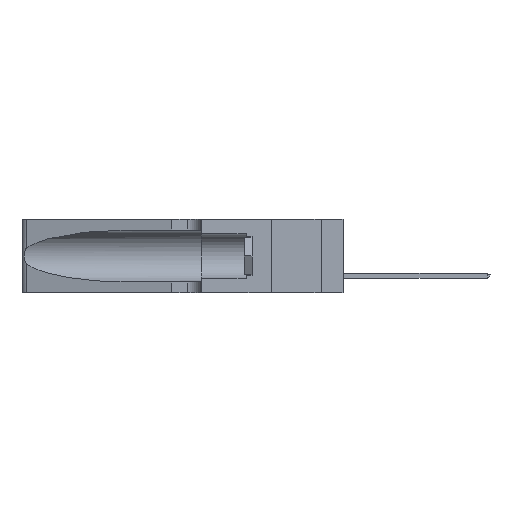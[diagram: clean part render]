
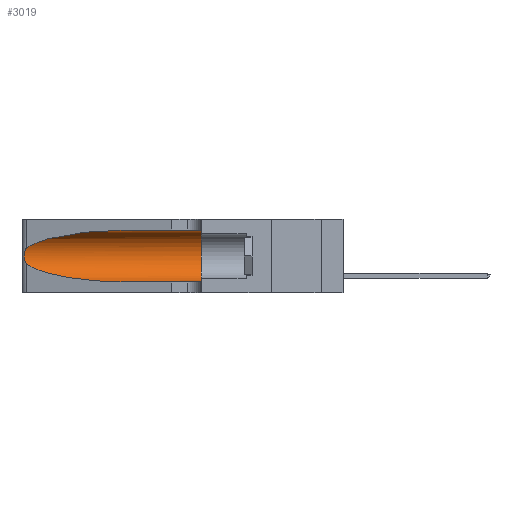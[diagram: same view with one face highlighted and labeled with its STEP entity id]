
A CAD part, left-side view. The second image highlights one B-rep face of the part: STEP entity #3019.
In plain terms, the highlighted cylindrical face has radius 3.308 mm (diameter 6.617 mm), a partial arc.
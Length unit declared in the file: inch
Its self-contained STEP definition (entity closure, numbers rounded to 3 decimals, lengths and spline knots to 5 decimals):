
#348 = CYLINDRICAL_SURFACE ( 'NONE', #17807, 0.13025 ) ;
#828 = CARTESIAN_POINT ( 'NONE',  ( 0.1305, 1.61858, 0.05475 ) ) ;
#949 = EDGE_CURVE ( 'NONE', #30057, #25675, #1889, .T. ) ;
#1451 = CARTESIAN_POINT ( 'NONE',  ( 0.25555, 1.22994, 0.2215 ) ) ;
#1889 =( BOUNDED_CURVE ( )  B_SPLINE_CURVE ( 3, ( #20777, #6091, #6339, #21149 ),
 .UNSPECIFIED., .F., .F. ) 
 B_SPLINE_CURVE_WITH_KNOTS ( ( 4, 4 ),
 ( 3.44316, 4.71239 ),
 .UNSPECIFIED. ) 
 CURVE ( )  GEOMETRIC_REPRESENTATION_ITEM ( )  RATIONAL_B_SPLINE_CURVE ( ( 1., 0.87, 0.87, 1. ) ) 
 REPRESENTATION_ITEM ( '' )  );
#1977 = CARTESIAN_POINT ( 'NONE',  ( 0.25555, 1.22993, 0.14849 ) ) ;
#2274 = FACE_OUTER_BOUND ( 'NONE', #29857, .T. ) ;
#2384 = CARTESIAN_POINT ( 'NONE',  ( 0.26018, 1.23835, 0.19895 ) ) ;
#2549 = CIRCLE ( 'NONE', #29147, 0.13025 ) ;
#3011 = ORIENTED_EDGE ( 'NONE', *, *, #8002, .T. ) ;
#3019 = ADVANCED_FACE ( 'NONE', ( #2274 ), #348, .F. ) ;
#3328 = CARTESIAN_POINT ( 'NONE',  ( 0.1305, 0.35, 0.185 ) ) ;
#4014 = CARTESIAN_POINT ( 'NONE',  ( 0.1305, 0.35, 0.31525 ) ) ;
#4432 = CARTESIAN_POINT ( 'NONE',  ( 0.25639, 1.23184, 0.21858 ) ) ;
#4916 = CARTESIAN_POINT ( 'NONE',  ( 0.1305, 0.72297, 0.31525 ) ) ;
#4931 = CARTESIAN_POINT ( 'NONE',  ( 0.18966, 0.96281, 0.31525 ) ) ;
#5103 = CARTESIAN_POINT ( 'NONE',  ( 0.26075, 1.23896, 0.19203 ) ) ;
#5135 = DIRECTION ( 'NONE',  ( 0., 0., -1. ) ) ;
#5157 = VERTEX_POINT ( 'NONE', #10138 ) ;
#5215 = ORIENTED_EDGE ( 'NONE', *, *, #949, .T. ) ;
#5370 = CARTESIAN_POINT ( 'NONE',  ( 0.25789, 1.23486, 0.15765 ) ) ;
#6091 = CARTESIAN_POINT ( 'NONE',  ( 0.2373, 1.15595, 0.08982 ) ) ;
#6339 = CARTESIAN_POINT ( 'NONE',  ( 0.18966, 0.96281, 0.05475 ) ) ;
#6704 = DIRECTION ( 'NONE',  ( 0., -1., 0. ) ) ;
#6929 = VERTEX_POINT ( 'NONE', #28105 ) ;
#7715 = EDGE_CURVE ( 'NONE', #24514, #5157, #21758, .T. ) ;
#7856 = CARTESIAN_POINT ( 'NONE',  ( 0.1305, 1.61858, 0.185 ) ) ;
#8002 = EDGE_CURVE ( 'NONE', #5157, #30057, #24148, .T. ) ;
#8074 = CARTESIAN_POINT ( 'NONE',  ( 0.26017, 1.23833, 0.17102 ) ) ;
#10138 = CARTESIAN_POINT ( 'NONE',  ( 0.25487, 1.22718, 0.22369 ) ) ;
#10343 = CARTESIAN_POINT ( 'NONE',  ( 0.25854, 1.2359, 0.20912 ) ) ;
#10875 = CARTESIAN_POINT ( 'NONE',  ( 0.25639, 1.23186, 0.15144 ) ) ;
#12370 = LINE ( 'NONE', #24388, #29957 ) ;
#12413 = ORIENTED_EDGE ( 'NONE', *, *, #23810, .F. ) ;
#15157 = DIRECTION ( 'NONE',  ( 0., -1., 0. ) ) ;
#15645 = ORIENTED_EDGE ( 'NONE', *, *, #29096, .T. ) ;
#16539 = CARTESIAN_POINT ( 'NONE',  ( 0.25856, 1.23593, 0.16098 ) ) ;
#16940 = CARTESIAN_POINT ( 'NONE',  ( 0.25487, 1.22718, 0.14631 ) ) ;
#17021 = CARTESIAN_POINT ( 'NONE',  ( 0.1305, 0.72297, 0.31525 ) ) ;
#17313 = CARTESIAN_POINT ( 'NONE',  ( 0.1305, 0.72297, 0.05475 ) ) ;
#17807 = AXIS2_PLACEMENT_3D ( 'NONE', #7856, #31954, #5135 ) ;
#18104 = VECTOR ( 'NONE', #15157, 39.37008 ) ;
#20267 = CARTESIAN_POINT ( 'NONE',  ( 0.2373, 1.15595, 0.28018 ) ) ;
#20777 = CARTESIAN_POINT ( 'NONE',  ( 0.25487, 1.22718, 0.14631 ) ) ;
#21149 = CARTESIAN_POINT ( 'NONE',  ( 0.1305, 0.72297, 0.05475 ) ) ;
#21758 =( BOUNDED_CURVE ( )  B_SPLINE_CURVE ( 3, ( #17021, #4931, #20267, #25860 ),
 .UNSPECIFIED., .F., .F. ) 
 B_SPLINE_CURVE_WITH_KNOTS ( ( 4, 4 ),
 ( 1.5708, 2.84003 ),
 .UNSPECIFIED. ) 
 CURVE ( )  GEOMETRIC_REPRESENTATION_ITEM ( )  RATIONAL_B_SPLINE_CURVE ( ( 1., 0.87, 0.87, 1. ) ) 
 REPRESENTATION_ITEM ( '' )  );
#23286 = CARTESIAN_POINT ( 'NONE',  ( 0.25487, 1.22718, 0.14631 ) ) ;
#23810 = EDGE_CURVE ( 'NONE', #36210, #6929, #2549, .T. ) ;
#24148 = B_SPLINE_CURVE_WITH_KNOTS ( 'NONE', 3,
 ( #33837, #1451, #4432, #25101, #10343, #2384, #5103, #25905, #8074, #16539, #5370, #10875, #1977, #16940 ),
 .UNSPECIFIED., .F., .F.,
 ( 4, 2, 2, 2, 2, 2, 4 ),
 ( 0., 0.00027, 0.00053, 0.00107, 0.0016, 0.00187, 0.00214 ),
 .UNSPECIFIED. ) ;
#24388 = CARTESIAN_POINT ( 'NONE',  ( 0.1305, 1.61858, 0.31525 ) ) ;
#24514 = VERTEX_POINT ( 'NONE', #4916 ) ;
#24628 = LINE ( 'NONE', #828, #18104 ) ;
#25101 = CARTESIAN_POINT ( 'NONE',  ( 0.25787, 1.23484, 0.2124 ) ) ;
#25675 = VERTEX_POINT ( 'NONE', #17313 ) ;
#25860 = CARTESIAN_POINT ( 'NONE',  ( 0.25487, 1.22718, 0.22369 ) ) ;
#25905 = CARTESIAN_POINT ( 'NONE',  ( 0.26075, 1.23896, 0.178 ) ) ;
#26476 = ORIENTED_EDGE ( 'NONE', *, *, #26737, .F. ) ;
#26737 = EDGE_CURVE ( 'NONE', #24514, #36210, #12370, .T. ) ;
#27134 = DIRECTION ( 'NONE',  ( 0., 1., 0. ) ) ;
#27578 = ORIENTED_EDGE ( 'NONE', *, *, #7715, .T. ) ;
#28105 = CARTESIAN_POINT ( 'NONE',  ( 0.1305, 0.35, 0.05475 ) ) ;
#29096 = EDGE_CURVE ( 'NONE', #25675, #6929, #24628, .T. ) ;
#29147 = AXIS2_PLACEMENT_3D ( 'NONE', #3328, #27134, #34815 ) ;
#29857 = EDGE_LOOP ( 'NONE', ( #27578, #3011, #5215, #15645, #12413, #26476 ) ) ;
#29957 = VECTOR ( 'NONE', #6704, 39.37008 ) ;
#30057 = VERTEX_POINT ( 'NONE', #23286 ) ;
#31954 = DIRECTION ( 'NONE',  ( 0., -1., 0. ) ) ;
#33837 = CARTESIAN_POINT ( 'NONE',  ( 0.25487, 1.22718, 0.22369 ) ) ;
#34815 = DIRECTION ( 'NONE',  ( 0., 0., 1. ) ) ;
#36210 = VERTEX_POINT ( 'NONE', #4014 ) ;
